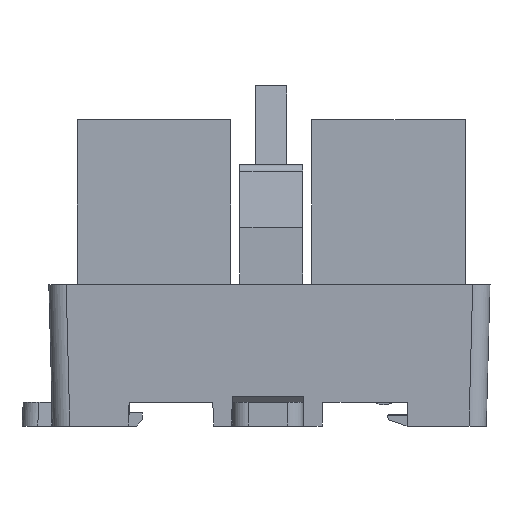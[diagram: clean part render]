
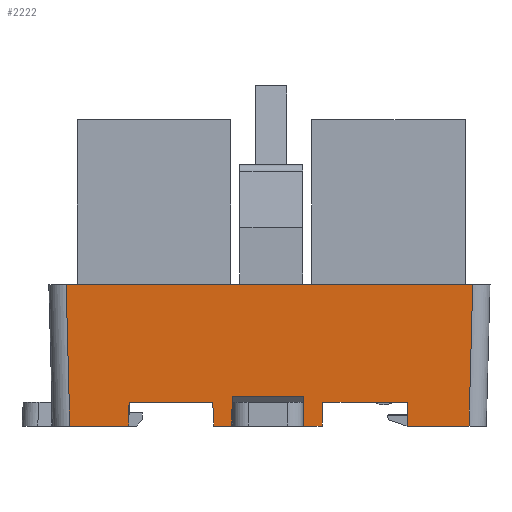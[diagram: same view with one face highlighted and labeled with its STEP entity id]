
A CAD part, left-side view. The second image highlights one B-rep face of the part: STEP entity #2222.
In plain terms, the highlighted planar face has unit normal (-1, 0, -0.026).
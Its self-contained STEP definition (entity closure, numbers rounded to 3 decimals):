
#1240=FACE_OUTER_BOUND('',#4661,.T.);
#2222=ADVANCED_FACE('',(#1240),#3276,.T.);
#3276=PLANE('',#21530);
#4661=EDGE_LOOP('',(#6646,#6647,#6648,#6649,#6650,#6651,#6652,#6653,#6654,
#6655,#6656,#6657,#6658,#6659,#6660,#6661));
#6646=ORIENTED_EDGE('',*,*,#13524,.T.);
#6647=ORIENTED_EDGE('',*,*,#13796,.F.);
#6648=ORIENTED_EDGE('',*,*,#13797,.T.);
#6649=ORIENTED_EDGE('',*,*,#13798,.F.);
#6650=ORIENTED_EDGE('',*,*,#13799,.T.);
#6651=ORIENTED_EDGE('',*,*,#13800,.F.);
#6652=ORIENTED_EDGE('',*,*,#13801,.T.);
#6653=ORIENTED_EDGE('',*,*,#13802,.T.);
#6654=ORIENTED_EDGE('',*,*,#13510,.T.);
#6655=ORIENTED_EDGE('',*,*,#13789,.T.);
#6656=ORIENTED_EDGE('',*,*,#13714,.T.);
#6657=ORIENTED_EDGE('',*,*,#13792,.T.);
#6658=ORIENTED_EDGE('',*,*,#13692,.F.);
#6659=ORIENTED_EDGE('',*,*,#13795,.T.);
#6660=ORIENTED_EDGE('',*,*,#13710,.T.);
#6661=ORIENTED_EDGE('',*,*,#13727,.F.);
#11578=VERTEX_POINT('',#28453);
#11579=VERTEX_POINT('',#28455);
#11592=VERTEX_POINT('',#28481);
#11593=VERTEX_POINT('',#28483);
#11718=VERTEX_POINT('',#28819);
#11719=VERTEX_POINT('',#28820);
#11729=VERTEX_POINT('',#28849);
#11730=VERTEX_POINT('',#28851);
#11733=VERTEX_POINT('',#28858);
#11734=VERTEX_POINT('',#28860);
#11775=VERTEX_POINT('',#29026);
#11776=VERTEX_POINT('',#29028);
#11777=VERTEX_POINT('',#29030);
#11778=VERTEX_POINT('',#29032);
#11779=VERTEX_POINT('',#29034);
#11780=VERTEX_POINT('',#29036);
#13510=EDGE_CURVE('',#11579,#11578,#16273,.T.);
#13524=EDGE_CURVE('',#11593,#11592,#16285,.T.);
#13692=EDGE_CURVE('',#11718,#11719,#16448,.T.);
#13710=EDGE_CURVE('',#11730,#11729,#16462,.T.);
#13714=EDGE_CURVE('',#11734,#11733,#16464,.T.);
#13727=EDGE_CURVE('',#11593,#11729,#16476,.T.);
#13789=EDGE_CURVE('',#11578,#11734,#16534,.T.);
#13792=EDGE_CURVE('',#11733,#11719,#16537,.T.);
#13795=EDGE_CURVE('',#11718,#11730,#16540,.T.);
#13796=EDGE_CURVE('',#11775,#11592,#16541,.T.);
#13797=EDGE_CURVE('',#11775,#11776,#16542,.T.);
#13798=EDGE_CURVE('',#11777,#11776,#16543,.T.);
#13799=EDGE_CURVE('',#11777,#11778,#16544,.T.);
#13800=EDGE_CURVE('',#11779,#11778,#16545,.T.);
#13801=EDGE_CURVE('',#11779,#11780,#16546,.T.);
#13802=EDGE_CURVE('',#11780,#11579,#16547,.T.);
#16273=LINE('',#28454,#18920);
#16285=LINE('',#28482,#18932);
#16448=LINE('',#28818,#19095);
#16462=LINE('',#28850,#19109);
#16464=LINE('',#28859,#19111);
#16476=LINE('',#28884,#19123);
#16534=LINE('',#29011,#19181);
#16537=LINE('',#29016,#19184);
#16540=LINE('',#29023,#19187);
#16541=LINE('',#29025,#19188);
#16542=LINE('',#29027,#19189);
#16543=LINE('',#29029,#19190);
#16544=LINE('',#29031,#19191);
#16545=LINE('',#29033,#19192);
#16546=LINE('',#29035,#19193);
#16547=LINE('',#29037,#19194);
#18920=VECTOR('',#22965,1.);
#18932=VECTOR('',#22981,1.);
#19095=VECTOR('',#23240,1.);
#19109=VECTOR('',#23266,1.);
#19111=VECTOR('',#23274,1.);
#19123=VECTOR('',#23294,1.);
#19181=VECTOR('',#23426,1.);
#19184=VECTOR('',#23433,1.);
#19187=VECTOR('',#23444,1.);
#19188=VECTOR('',#23447,1.);
#19189=VECTOR('',#23448,1.);
#19190=VECTOR('',#23449,1.);
#19191=VECTOR('',#23450,1.);
#19192=VECTOR('',#23451,1.);
#19193=VECTOR('',#23452,1.);
#19194=VECTOR('',#23453,1.);
#21530=AXIS2_PLACEMENT_3D('',#29038,#23454,#23455);
#22965=DIRECTION('',(0.,-1.,0.));
#22981=DIRECTION('',(0.,-1.,0.));
#23240=DIRECTION('',(0.,-1.,0.));
#23266=DIRECTION('',(0.,-1.,0.));
#23274=DIRECTION('',(0.,-1.,0.));
#23294=DIRECTION('',(0.026,0.017,-1.));
#23426=DIRECTION('',(0.026,-0.017,-1.));
#23433=DIRECTION('',(-0.026,-0.026,0.999));
#23444=DIRECTION('',(0.026,-0.026,-0.999));
#23447=DIRECTION('',(-0.026,0.035,0.999));
#23448=DIRECTION('',(0.,-1.,0.));
#23449=DIRECTION('',(0.026,0.009,-1.));
#23450=DIRECTION('',(0.,-1.,0.));
#23451=DIRECTION('',(-0.026,0.009,1.));
#23452=DIRECTION('',(0.,-1.,0.));
#23453=DIRECTION('',(-0.026,-0.035,0.999));
#23454=DIRECTION('',(-1.,0.,-0.026));
#23455=DIRECTION('',(0.026,0.,-1.));
#28453=CARTESIAN_POINT('',(-28.557,10.5,-15.));
#28454=CARTESIAN_POINT('',(-28.557,28.25,-15.));
#28455=CARTESIAN_POINT('',(-28.557,21.25,-15.));
#28481=CARTESIAN_POINT('',(-28.557,35.25,-15.));
#28482=CARTESIAN_POINT('',(-28.557,28.25,-15.));
#28483=CARTESIAN_POINT('',(-28.557,45.9,-15.));
#28818=CARTESIAN_POINT('',(-28.95,27.75,0.));
#28819=CARTESIAN_POINT('',(-28.95,53.901,0.));
#28820=CARTESIAN_POINT('',(-28.95,2.199,0.));
#28849=CARTESIAN_POINT('',(-28.479,45.952,-18.));
#28850=CARTESIAN_POINT('',(-28.479,28.25,-18.));
#28851=CARTESIAN_POINT('',(-28.479,53.429,-18.));
#28858=CARTESIAN_POINT('',(-28.479,2.671,-18.));
#28859=CARTESIAN_POINT('',(-28.479,27.75,-18.));
#28860=CARTESIAN_POINT('',(-28.479,10.448,-18.));
#28884=CARTESIAN_POINT('',(-28.526,45.921,-16.204));
#29011=CARTESIAN_POINT('',(-28.958,10.767,0.294));
#29016=CARTESIAN_POINT('',(-28.933,2.217,-0.66));
#29023=CARTESIAN_POINT('',(-28.933,53.884,-0.66));
#29025=CARTESIAN_POINT('',(-28.526,35.208,-16.202));
#29026=CARTESIAN_POINT('',(-28.479,35.145,-18.));
#29027=CARTESIAN_POINT('',(-28.479,28.25,-18.));
#29028=CARTESIAN_POINT('',(-28.479,32.826,-18.));
#29029=CARTESIAN_POINT('',(-28.951,32.669,0.04));
#29030=CARTESIAN_POINT('',(-28.576,32.794,-14.274));
#29031=CARTESIAN_POINT('',(-28.576,-181.195,-14.274));
#29032=CARTESIAN_POINT('',(-28.576,23.706,-14.274));
#29033=CARTESIAN_POINT('',(-28.951,23.831,0.032));
#29034=CARTESIAN_POINT('',(-28.479,23.674,-18.));
#29035=CARTESIAN_POINT('',(-28.479,28.25,-18.));
#29036=CARTESIAN_POINT('',(-28.479,21.355,-18.));
#29037=CARTESIAN_POINT('',(-28.944,20.735,-0.247));
#29038=CARTESIAN_POINT('',(-28.95,27.75,-0.003));
